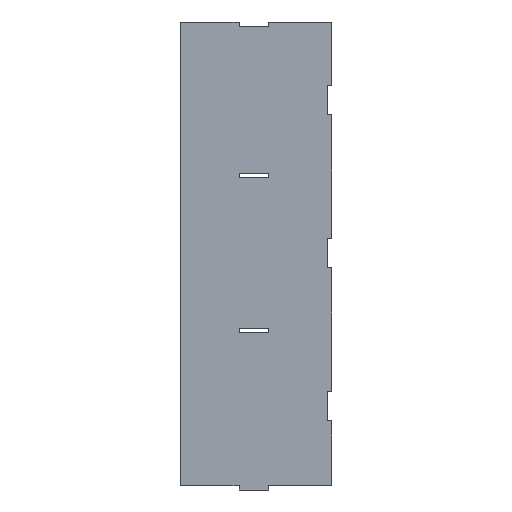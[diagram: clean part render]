
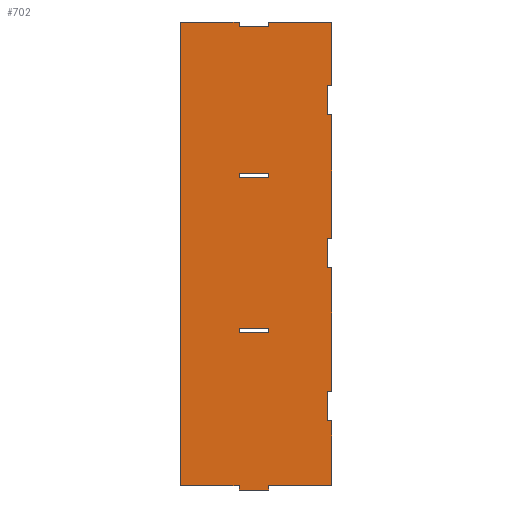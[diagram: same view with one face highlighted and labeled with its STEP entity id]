
A CAD part, front view. The second image highlights one B-rep face of the part: STEP entity #702.
In plain terms, the highlighted planar face has unit normal (0, -1, 0).
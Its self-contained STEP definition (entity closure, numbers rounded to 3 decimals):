
#17=FACE_BOUND('',#89,.T.);
#18=FACE_BOUND('',#90,.T.);
#52=FACE_OUTER_BOUND('',#88,.T.);
#88=EDGE_LOOP('',(#603,#604,#605,#606,#607,#608,#609,#610,#611,#612,#613,
#614,#615,#616,#617,#618,#619,#620,#621,#622,#623,#624,#625,#626));
#89=EDGE_LOOP('',(#627,#628,#629,#630));
#90=EDGE_LOOP('',(#631,#632,#633,#634));
#91=LINE('',#927,#187);
#95=LINE('',#935,#191);
#98=LINE('',#941,#194);
#101=LINE('',#946,#197);
#103=LINE('',#951,#199);
#107=LINE('',#959,#203);
#110=LINE('',#965,#206);
#113=LINE('',#970,#209);
#115=LINE('',#975,#211);
#119=LINE('',#983,#215);
#122=LINE('',#989,#218);
#125=LINE('',#995,#221);
#128=LINE('',#1001,#224);
#131=LINE('',#1007,#227);
#134=LINE('',#1013,#230);
#137=LINE('',#1019,#233);
#140=LINE('',#1025,#236);
#143=LINE('',#1031,#239);
#146=LINE('',#1037,#242);
#149=LINE('',#1043,#245);
#152=LINE('',#1049,#248);
#155=LINE('',#1055,#251);
#158=LINE('',#1061,#254);
#161=LINE('',#1067,#257);
#164=LINE('',#1073,#260);
#167=LINE('',#1079,#263);
#170=LINE('',#1085,#266);
#173=LINE('',#1091,#269);
#176=LINE('',#1097,#272);
#179=LINE('',#1103,#275);
#182=LINE('',#1109,#278);
#185=LINE('',#1114,#281);
#187=VECTOR('',#761,10.);
#191=VECTOR('',#767,10.);
#194=VECTOR('',#772,10.);
#197=VECTOR('',#777,10.);
#199=VECTOR('',#781,10.);
#203=VECTOR('',#787,10.);
#206=VECTOR('',#792,10.);
#209=VECTOR('',#797,10.);
#211=VECTOR('',#801,10.);
#215=VECTOR('',#807,10.);
#218=VECTOR('',#812,10.);
#221=VECTOR('',#817,10.);
#224=VECTOR('',#822,10.);
#227=VECTOR('',#827,10.);
#230=VECTOR('',#832,10.);
#233=VECTOR('',#837,10.);
#236=VECTOR('',#842,10.);
#239=VECTOR('',#847,10.);
#242=VECTOR('',#852,10.);
#245=VECTOR('',#857,10.);
#248=VECTOR('',#862,10.);
#251=VECTOR('',#867,10.);
#254=VECTOR('',#872,10.);
#257=VECTOR('',#877,10.);
#260=VECTOR('',#882,10.);
#263=VECTOR('',#887,10.);
#266=VECTOR('',#892,10.);
#269=VECTOR('',#897,10.);
#272=VECTOR('',#902,10.);
#275=VECTOR('',#907,10.);
#278=VECTOR('',#912,10.);
#281=VECTOR('',#917,10.);
#283=VERTEX_POINT('',#925);
#284=VERTEX_POINT('',#926);
#287=VERTEX_POINT('',#934);
#289=VERTEX_POINT('',#940);
#291=VERTEX_POINT('',#949);
#292=VERTEX_POINT('',#950);
#295=VERTEX_POINT('',#958);
#297=VERTEX_POINT('',#964);
#299=VERTEX_POINT('',#973);
#300=VERTEX_POINT('',#974);
#303=VERTEX_POINT('',#982);
#305=VERTEX_POINT('',#988);
#307=VERTEX_POINT('',#994);
#309=VERTEX_POINT('',#1000);
#311=VERTEX_POINT('',#1006);
#313=VERTEX_POINT('',#1012);
#315=VERTEX_POINT('',#1018);
#317=VERTEX_POINT('',#1024);
#319=VERTEX_POINT('',#1030);
#321=VERTEX_POINT('',#1036);
#323=VERTEX_POINT('',#1042);
#325=VERTEX_POINT('',#1048);
#327=VERTEX_POINT('',#1054);
#329=VERTEX_POINT('',#1060);
#331=VERTEX_POINT('',#1066);
#333=VERTEX_POINT('',#1072);
#335=VERTEX_POINT('',#1078);
#337=VERTEX_POINT('',#1084);
#339=VERTEX_POINT('',#1090);
#341=VERTEX_POINT('',#1096);
#343=VERTEX_POINT('',#1102);
#345=VERTEX_POINT('',#1108);
#347=EDGE_CURVE('',#283,#284,#91,.T.);
#351=EDGE_CURVE('',#287,#283,#95,.T.);
#354=EDGE_CURVE('',#289,#287,#98,.T.);
#357=EDGE_CURVE('',#284,#289,#101,.T.);
#359=EDGE_CURVE('',#291,#292,#103,.T.);
#363=EDGE_CURVE('',#295,#291,#107,.T.);
#366=EDGE_CURVE('',#297,#295,#110,.T.);
#369=EDGE_CURVE('',#292,#297,#113,.T.);
#371=EDGE_CURVE('',#299,#300,#115,.T.);
#375=EDGE_CURVE('',#303,#299,#119,.T.);
#378=EDGE_CURVE('',#305,#303,#122,.T.);
#381=EDGE_CURVE('',#307,#305,#125,.T.);
#384=EDGE_CURVE('',#309,#307,#128,.T.);
#387=EDGE_CURVE('',#311,#309,#131,.T.);
#390=EDGE_CURVE('',#313,#311,#134,.T.);
#393=EDGE_CURVE('',#315,#313,#137,.T.);
#396=EDGE_CURVE('',#317,#315,#140,.T.);
#399=EDGE_CURVE('',#319,#317,#143,.T.);
#402=EDGE_CURVE('',#321,#319,#146,.T.);
#405=EDGE_CURVE('',#323,#321,#149,.T.);
#408=EDGE_CURVE('',#325,#323,#152,.T.);
#411=EDGE_CURVE('',#327,#325,#155,.T.);
#414=EDGE_CURVE('',#329,#327,#158,.T.);
#417=EDGE_CURVE('',#331,#329,#161,.T.);
#420=EDGE_CURVE('',#333,#331,#164,.T.);
#423=EDGE_CURVE('',#335,#333,#167,.T.);
#426=EDGE_CURVE('',#337,#335,#170,.T.);
#429=EDGE_CURVE('',#339,#337,#173,.T.);
#432=EDGE_CURVE('',#341,#339,#176,.T.);
#435=EDGE_CURVE('',#343,#341,#179,.T.);
#438=EDGE_CURVE('',#345,#343,#182,.T.);
#441=EDGE_CURVE('',#300,#345,#185,.T.);
#603=ORIENTED_EDGE('',*,*,#441,.F.);
#604=ORIENTED_EDGE('',*,*,#371,.F.);
#605=ORIENTED_EDGE('',*,*,#375,.F.);
#606=ORIENTED_EDGE('',*,*,#378,.F.);
#607=ORIENTED_EDGE('',*,*,#381,.F.);
#608=ORIENTED_EDGE('',*,*,#384,.F.);
#609=ORIENTED_EDGE('',*,*,#387,.F.);
#610=ORIENTED_EDGE('',*,*,#390,.F.);
#611=ORIENTED_EDGE('',*,*,#393,.F.);
#612=ORIENTED_EDGE('',*,*,#396,.F.);
#613=ORIENTED_EDGE('',*,*,#399,.F.);
#614=ORIENTED_EDGE('',*,*,#402,.F.);
#615=ORIENTED_EDGE('',*,*,#405,.F.);
#616=ORIENTED_EDGE('',*,*,#408,.F.);
#617=ORIENTED_EDGE('',*,*,#411,.F.);
#618=ORIENTED_EDGE('',*,*,#414,.F.);
#619=ORIENTED_EDGE('',*,*,#417,.F.);
#620=ORIENTED_EDGE('',*,*,#420,.F.);
#621=ORIENTED_EDGE('',*,*,#423,.F.);
#622=ORIENTED_EDGE('',*,*,#426,.F.);
#623=ORIENTED_EDGE('',*,*,#429,.F.);
#624=ORIENTED_EDGE('',*,*,#432,.F.);
#625=ORIENTED_EDGE('',*,*,#435,.F.);
#626=ORIENTED_EDGE('',*,*,#438,.F.);
#627=ORIENTED_EDGE('',*,*,#369,.F.);
#628=ORIENTED_EDGE('',*,*,#359,.F.);
#629=ORIENTED_EDGE('',*,*,#363,.F.);
#630=ORIENTED_EDGE('',*,*,#366,.F.);
#631=ORIENTED_EDGE('',*,*,#357,.F.);
#632=ORIENTED_EDGE('',*,*,#347,.F.);
#633=ORIENTED_EDGE('',*,*,#351,.F.);
#634=ORIENTED_EDGE('',*,*,#354,.F.);
#668=PLANE('',#756);
#702=ADVANCED_FACE('',(#52,#17,#18),#668,.F.);
#756=AXIS2_PLACEMENT_3D('',#1117,#921,#922);
#761=DIRECTION('',(-1.,0.,0.));
#767=DIRECTION('',(0.,0.,1.));
#772=DIRECTION('',(1.,0.,0.));
#777=DIRECTION('',(0.,0.,-1.));
#781=DIRECTION('',(-1.,0.,0.));
#787=DIRECTION('',(0.,0.,1.));
#792=DIRECTION('',(1.,0.,0.));
#797=DIRECTION('',(0.,0.,-1.));
#801=DIRECTION('',(-1.,0.,0.));
#807=DIRECTION('',(0.,0.,-1.));
#812=DIRECTION('',(-1.,0.,0.));
#817=DIRECTION('',(0.,0.,-1.));
#822=DIRECTION('',(1.,0.,0.));
#827=DIRECTION('',(0.,0.,-1.));
#832=DIRECTION('',(-1.,0.,0.));
#837=DIRECTION('',(0.,0.,-1.));
#842=DIRECTION('',(1.,0.,0.));
#847=DIRECTION('',(0.,0.,-1.));
#852=DIRECTION('',(-1.,0.,0.));
#857=DIRECTION('',(0.,0.,-1.));
#862=DIRECTION('',(1.,0.,0.));
#867=DIRECTION('',(0.,0.,-1.));
#872=DIRECTION('',(-1.,0.,0.));
#877=DIRECTION('',(0.,0.,-1.));
#882=DIRECTION('',(1.,0.,0.));
#887=DIRECTION('',(0.,0.,1.));
#892=DIRECTION('',(1.,0.,0.));
#897=DIRECTION('',(0.,0.,-1.));
#902=DIRECTION('',(1.,0.,0.));
#907=DIRECTION('',(0.,0.,1.));
#912=DIRECTION('',(-1.,0.,0.));
#917=DIRECTION('',(0.,0.,1.));
#921=DIRECTION('center_axis',(0.,1.,0.));
#922=DIRECTION('ref_axis',(0.,0.,1.));
#925=CARTESIAN_POINT('',(-44.,0.,-108.));
#926=CARTESIAN_POINT('',(-64.,0.,-108.));
#927=CARTESIAN_POINT('',(-4.,0.,-108.));
#934=CARTESIAN_POINT('',(-44.,0.,-111.));
#935=CARTESIAN_POINT('',(-44.,0.,-111.));
#940=CARTESIAN_POINT('',(-64.,0.,-111.));
#941=CARTESIAN_POINT('',(-104.,0.,-111.));
#946=CARTESIAN_POINT('',(-64.,0.,-108.));
#949=CARTESIAN_POINT('',(-44.,0.,-213.));
#950=CARTESIAN_POINT('',(-64.,0.,-213.));
#951=CARTESIAN_POINT('',(-4.,0.,-213.));
#958=CARTESIAN_POINT('',(-44.,0.,-216.));
#959=CARTESIAN_POINT('',(-44.,0.,-216.));
#964=CARTESIAN_POINT('',(-64.,0.,-216.));
#965=CARTESIAN_POINT('',(-104.,0.,-216.));
#970=CARTESIAN_POINT('',(-64.,0.,-213.));
#973=CARTESIAN_POINT('',(-44.,0.,-323.));
#974=CARTESIAN_POINT('',(-64.,0.,-323.));
#975=CARTESIAN_POINT('',(-44.,0.,-323.));
#982=CARTESIAN_POINT('',(-44.,0.,-320.));
#983=CARTESIAN_POINT('',(-44.,0.,-320.));
#988=CARTESIAN_POINT('',(-1.,0.,-320.));
#989=CARTESIAN_POINT('',(-1.,0.,-320.));
#994=CARTESIAN_POINT('',(-1.,0.,-276.));
#995=CARTESIAN_POINT('',(-1.,0.,0.));
#1000=CARTESIAN_POINT('',(-4.,0.,-276.));
#1001=CARTESIAN_POINT('',(-4.,0.,-276.));
#1006=CARTESIAN_POINT('',(-4.,0.,-256.));
#1007=CARTESIAN_POINT('',(-4.,0.,-216.));
#1012=CARTESIAN_POINT('',(-1.,0.,-256.));
#1013=CARTESIAN_POINT('',(-1.,0.,-256.));
#1018=CARTESIAN_POINT('',(-1.,0.,-172.));
#1019=CARTESIAN_POINT('',(-1.,0.,0.));
#1024=CARTESIAN_POINT('',(-4.,0.,-172.));
#1025=CARTESIAN_POINT('',(-4.,0.,-172.));
#1030=CARTESIAN_POINT('',(-4.,0.,-152.));
#1031=CARTESIAN_POINT('',(-4.,0.,-111.));
#1036=CARTESIAN_POINT('',(-1.,0.,-152.));
#1037=CARTESIAN_POINT('',(-1.,0.,-152.));
#1042=CARTESIAN_POINT('',(-1.,0.,-68.));
#1043=CARTESIAN_POINT('',(-1.,0.,0.));
#1048=CARTESIAN_POINT('',(-4.,0.,-68.));
#1049=CARTESIAN_POINT('',(-4.,0.,-68.));
#1054=CARTESIAN_POINT('',(-4.,0.,-48.));
#1055=CARTESIAN_POINT('',(-4.,0.,-8.));
#1060=CARTESIAN_POINT('',(-1.,0.,-48.));
#1061=CARTESIAN_POINT('',(-1.,0.,-48.));
#1066=CARTESIAN_POINT('',(-1.,0.,-5.));
#1067=CARTESIAN_POINT('',(-1.,0.,0.));
#1072=CARTESIAN_POINT('',(-44.,0.,-5.));
#1073=CARTESIAN_POINT('',(-44.,0.,-5.));
#1078=CARTESIAN_POINT('',(-44.,0.,-8.));
#1079=CARTESIAN_POINT('',(-44.,0.,-8.));
#1084=CARTESIAN_POINT('',(-64.,0.,-8.));
#1085=CARTESIAN_POINT('',(-104.,0.,-8.));
#1090=CARTESIAN_POINT('',(-64.,0.,-5.));
#1091=CARTESIAN_POINT('',(-64.,0.,-5.));
#1096=CARTESIAN_POINT('',(-104.,0.,-5.));
#1097=CARTESIAN_POINT('',(-104.,0.,-5.));
#1102=CARTESIAN_POINT('',(-104.,0.,-320.));
#1103=CARTESIAN_POINT('',(-104.,0.,-320.));
#1108=CARTESIAN_POINT('',(-64.,0.,-320.));
#1109=CARTESIAN_POINT('',(-1.,0.,-320.));
#1114=CARTESIAN_POINT('',(-64.,0.,-323.));
#1117=CARTESIAN_POINT('Origin',(-54.,0.,-321.5));
